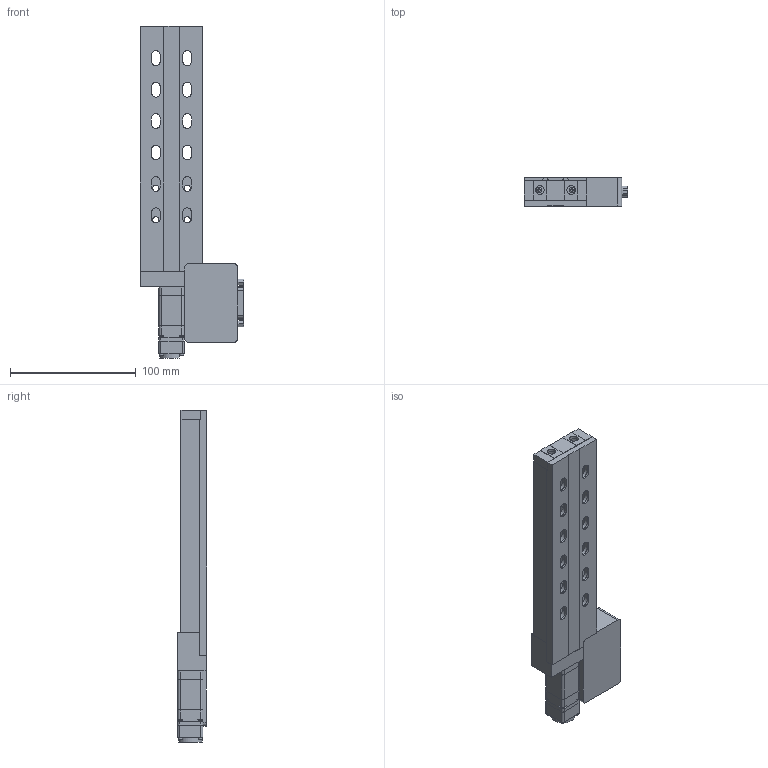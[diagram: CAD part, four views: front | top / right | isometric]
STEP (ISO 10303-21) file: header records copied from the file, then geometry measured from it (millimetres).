
FILE_DESCRIPTION (( 'STEP AP203' ), '1' );
FILE_NAME ('LRM100x-E03T3A.step', '2023-11-03T18:24:14', ( '' ), ( '' ), 'SwSTEP 2.0', 'SolidWorks 2019', '' );
FILE_SCHEMA (( 'CONFIG_CONTROL_DESIGN' ));
Length unit declared in the file: millimetre
Products named in the file (4): LRM_carriage^LRM_LRM; LRM_base^LRM_LRM100; NMS08_motor^LRM_LRM-E03T3A; LRM100x-E03T3A
Assembly tree (3 placements, depth 2):
  LRM100x-E03T3A
    LRM_base^LRM_LRM100
    LRM_carriage^LRM_LRM
    NMS08_motor^LRM_LRM-E03T3A
Bounding box: 82.57 x 23.48 x 264 mm (x, y, z)
Volume: 218789.3 mm3; surface area: 84840.4 mm2
Topology: 24 solids, 24 shells, 573 faces, 1405 edges, 934 vertices
Faces by surface type: plane 311, cylinder 254, torus 8
Entity records: 17521 total; most frequent: DIRECTION 3089, CARTESIAN_POINT 2918, ORIENTED_EDGE 2810, EDGE_CURVE 1405, AXIS2_PLACEMENT_3D 1105, VERTEX_POINT 934, LINE 879, VECTOR 879
